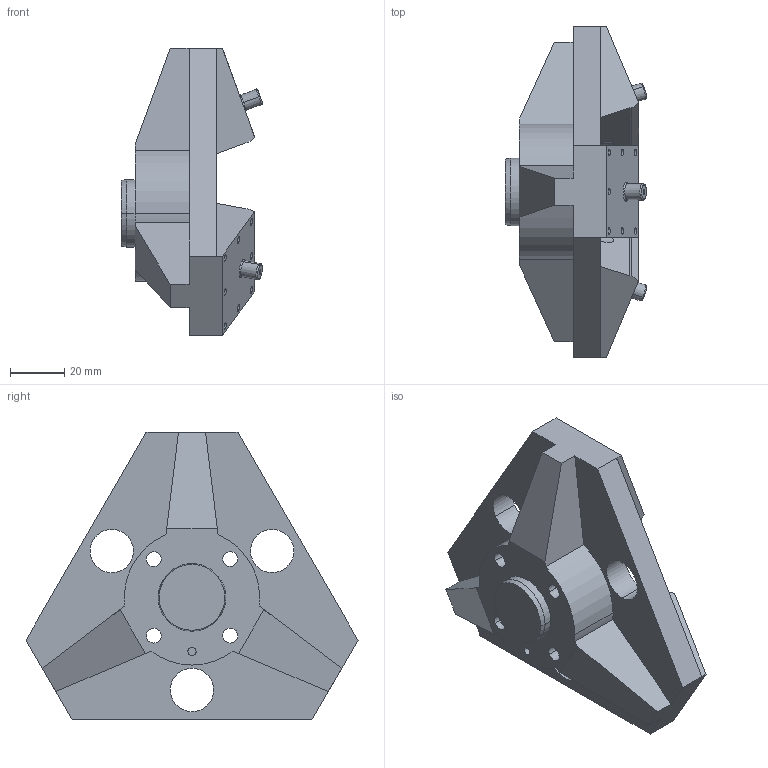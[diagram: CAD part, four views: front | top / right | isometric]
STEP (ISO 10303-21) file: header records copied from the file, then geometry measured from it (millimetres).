
FILE_DESCRIPTION(('CATIA V5 STEP'),'2;1');
FILE_NAME('Adapter Robot0.1.stp','2017-04-05T16:25:00+00:00',('none'),('none'),'CATIA Version 5 Release 20 SP 2 (IN-10)','CATIA V5 STEP AP214','none');
FILE_SCHEMA(('AUTOMOTIVE_DESIGN { 1 0 10303 214 1 1 1 1 }'));
Length unit declared in the file: millimetre
Products named in the file (1): Adapter Robot AR-H1
Bounding box: 52.11 x 122.66 x 106.22 mm (x, y, z)
Volume: 177531.3 mm3; surface area: 36629.8 mm2
Topology: 1 solids, 1 shells, 185 faces, 427 edges, 282 vertices
Faces by surface type: cylinder 91, plane 74, torus 12, cone 8
Entity records: 5197 total; most frequent: CARTESIAN_POINT 966, ORIENTED_EDGE 854, DIRECTION 669, EDGE_CURVE 427, AXIS2_PLACEMENT_3D 342, VERTEX_POINT 278, EDGE_LOOP 233, CIRCLE 215
